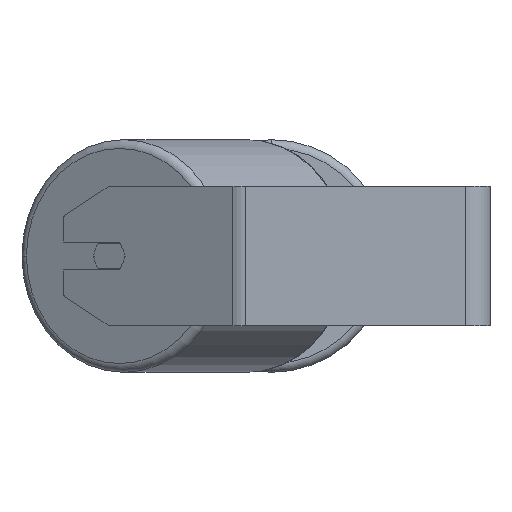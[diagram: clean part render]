
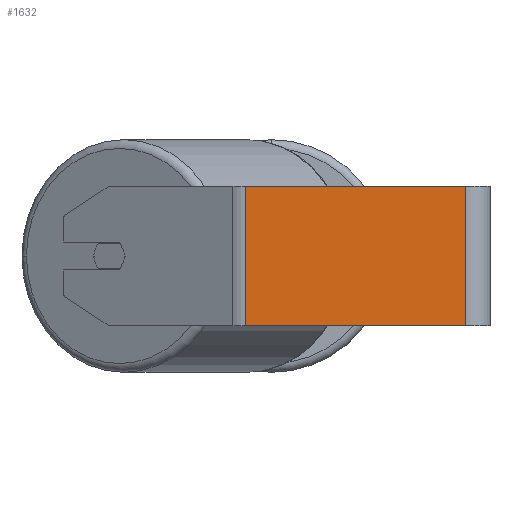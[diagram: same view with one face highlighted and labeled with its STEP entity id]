
A CAD part, left-side view. The second image highlights one B-rep face of the part: STEP entity #1632.
In plain terms, the highlighted planar face has unit normal (-1, 0, 0).
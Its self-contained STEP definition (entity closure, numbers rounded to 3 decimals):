
#65 = CARTESIAN_POINT ( 'NONE',  ( -295., 143.662, -40. ) ) ;
#472 = EDGE_CURVE ( 'NONE', #2110, #3911, #4675, .T. ) ;
#820 = DIRECTION ( 'NONE',  ( 0., -1., 0. ) ) ;
#879 = LINE ( 'NONE', #3449, #4351 ) ;
#1194 = DIRECTION ( 'NONE',  ( 0., 0., -1. ) ) ;
#1215 = EDGE_CURVE ( 'NONE', #6057, #8077, #879, .T. ) ;
#1349 = ORIENTED_EDGE ( 'NONE', *, *, #3147, .F. ) ;
#1422 = DIRECTION ( 'NONE',  ( 1., 0., 0. ) ) ;
#1485 = EDGE_LOOP ( 'NONE', ( #5451, #1349, #7431, #2135 ) ) ;
#1632 = ADVANCED_FACE ( 'NONE', ( #2065 ), #4677, .F. ) ;
#2065 = FACE_OUTER_BOUND ( 'NONE', #1485, .T. ) ;
#2110 = VERTEX_POINT ( 'NONE', #4086 ) ;
#2135 = ORIENTED_EDGE ( 'NONE', *, *, #3075, .T. ) ;
#2476 = VECTOR ( 'NONE', #1194, 1000. ) ;
#2749 = DIRECTION ( 'NONE',  ( 0., 0., -1. ) ) ;
#3075 = EDGE_CURVE ( 'NONE', #6057, #2110, #4833, .T. ) ;
#3078 = DIRECTION ( 'NONE',  ( 0., 0., -1. ) ) ;
#3114 = CARTESIAN_POINT ( 'NONE',  ( -295., 139.91, 40. ) ) ;
#3147 = EDGE_CURVE ( 'NONE', #8077, #3911, #5555, .T. ) ;
#3449 = CARTESIAN_POINT ( 'NONE',  ( -295., 143.662, 40. ) ) ;
#3789 = CARTESIAN_POINT ( 'NONE',  ( -295., 14., 40. ) ) ;
#3911 = VERTEX_POINT ( 'NONE', #8356 ) ;
#3943 = AXIS2_PLACEMENT_3D ( 'NONE', #4721, #1422, #2749 ) ;
#4086 = CARTESIAN_POINT ( 'NONE',  ( -295., 139.91, -40. ) ) ;
#4351 = VECTOR ( 'NONE', #6081, 1000. ) ;
#4675 = LINE ( 'NONE', #65, #8162 ) ;
#4677 = PLANE ( 'NONE',  #3943 ) ;
#4721 = CARTESIAN_POINT ( 'NONE',  ( -295., 143.662, 40. ) ) ;
#4833 = LINE ( 'NONE', #3114, #2476 ) ;
#5038 = CARTESIAN_POINT ( 'NONE',  ( -295., 139.91, 40. ) ) ;
#5451 = ORIENTED_EDGE ( 'NONE', *, *, #472, .T. ) ;
#5555 = LINE ( 'NONE', #3789, #6835 ) ;
#6057 = VERTEX_POINT ( 'NONE', #5038 ) ;
#6081 = DIRECTION ( 'NONE',  ( 0., -1., 0. ) ) ;
#6360 = CARTESIAN_POINT ( 'NONE',  ( -295., 14., 40. ) ) ;
#6835 = VECTOR ( 'NONE', #3078, 1000. ) ;
#7431 = ORIENTED_EDGE ( 'NONE', *, *, #1215, .F. ) ;
#8077 = VERTEX_POINT ( 'NONE', #6360 ) ;
#8162 = VECTOR ( 'NONE', #820, 1000. ) ;
#8356 = CARTESIAN_POINT ( 'NONE',  ( -295., 14., -40. ) ) ;
